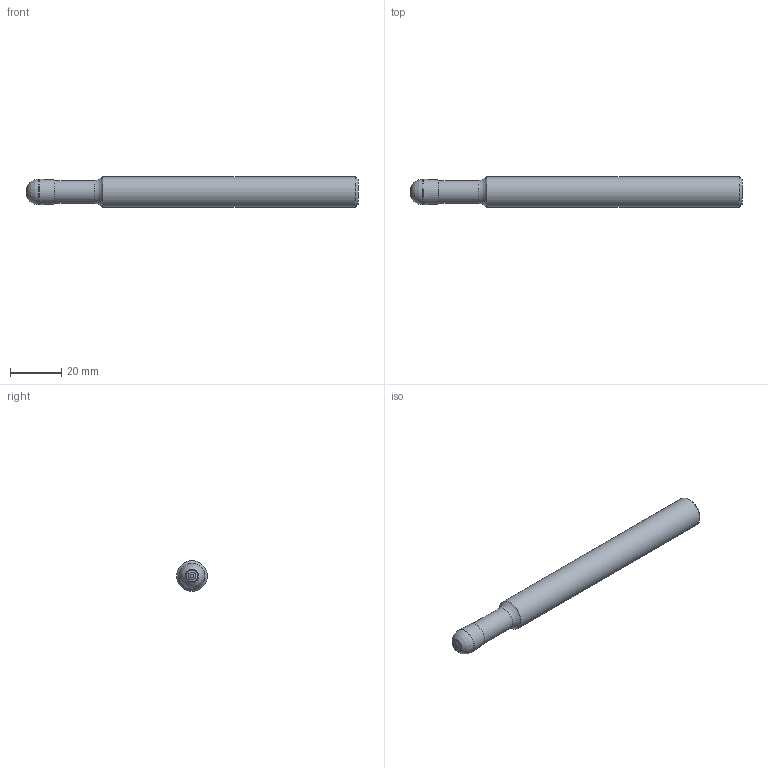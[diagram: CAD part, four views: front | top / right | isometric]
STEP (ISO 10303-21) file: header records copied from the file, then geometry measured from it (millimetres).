
FILE_DESCRIPTION(/* description */ (''),/* implementation_level */ '2;1');
FILE_NAME(/* name */ '10K2R030A12-SRC10-A.stp',/* time_stamp */ '2020-02-07T07:25:12+01:00',/* author */ (''),/* organization */ (''),/* preprocessor_version */ 'ST-DEVELOPER v16.7',/* originating_system */ 'SIEMENS PLM Software NX 12.0',/* authorisation */ '');
FILE_SCHEMA (('AUTOMOTIVE_DESIGN { 1 0 10303 214 3 1 1 1 }'));
Length unit declared in the file: millimetre
Products named in the file (1): pp07321CEE9Ebekb
Bounding box: 129.95 x 12 x 12 mm (x, y, z)
Volume: 13843.7 mm3; surface area: 5136.4 mm2
Topology: 2 solids, 2 shells, 14 faces, 32 edges, 20 vertices
Faces by surface type: revolution 6, plane 3, cylinder 2, sphere 1, torus 1, cone 1
Full cylindrical faces by diameter (mm): 9 x1, 12 x1
Entity records: 338 total; most frequent: CARTESIAN_POINT 78, DIRECTION 46, EDGE_LOOP 24, ORIENTED_EDGE 24, FACE_BOUND 20, AXIS2_PLACEMENT_3D 19, ADVANCED_FACE 14, VERTEX_POINT 12
